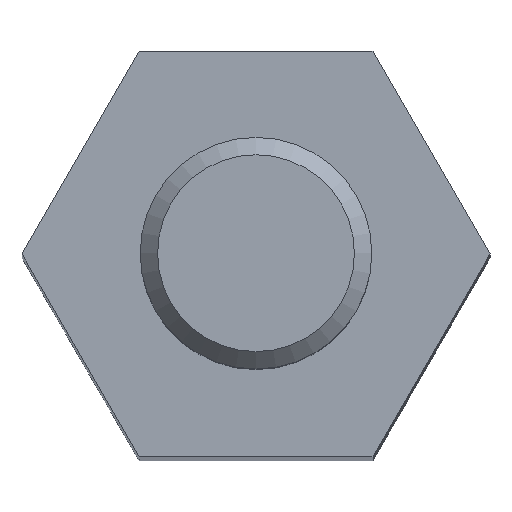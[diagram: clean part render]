
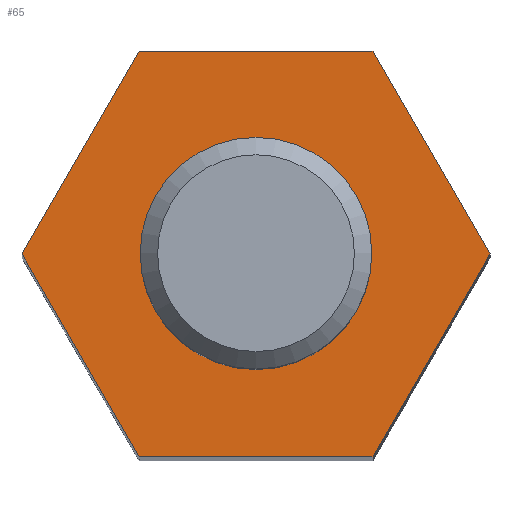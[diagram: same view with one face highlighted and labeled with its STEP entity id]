
A CAD part, top view. The second image highlights one B-rep face of the part: STEP entity #65.
In plain terms, the highlighted planar face has unit normal (0, 0, 1).
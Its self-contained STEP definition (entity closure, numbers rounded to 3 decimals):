
#65 = ADVANCED_FACE( '', ( #144, #145 ), #146, .T. );
#144 = FACE_BOUND( '', #238, .T. );
#145 = FACE_OUTER_BOUND( '', #239, .T. );
#146 = PLANE( '', #240 );
#238 = EDGE_LOOP( '', ( #354 ) );
#239 = EDGE_LOOP( '', ( #355, #356, #357, #358, #359, #360 ) );
#240 = AXIS2_PLACEMENT_3D( '', #361, #362, #363 );
#354 = ORIENTED_EDGE( '', *, *, #510, .T. );
#355 = ORIENTED_EDGE( '', *, *, #492, .T. );
#356 = ORIENTED_EDGE( '', *, *, #504, .T. );
#357 = ORIENTED_EDGE( '', *, *, #511, .T. );
#358 = ORIENTED_EDGE( '', *, *, #512, .T. );
#359 = ORIENTED_EDGE( '', *, *, #513, .T. );
#360 = ORIENTED_EDGE( '', *, *, #514, .T. );
#361 = CARTESIAN_POINT( '', ( 0., 0., 40. ) );
#362 = DIRECTION( '', ( 0., 0., 1. ) );
#363 = DIRECTION( '', ( 1., 0., 0. ) );
#492 = EDGE_CURVE( '', #568, #566, #569, .T. );
#504 = EDGE_CURVE( '', #566, #587, #589, .T. );
#510 = EDGE_CURVE( '', #596, #596, #597, .F. );
#511 = EDGE_CURVE( '', #587, #598, #599, .T. );
#512 = EDGE_CURVE( '', #598, #600, #601, .T. );
#513 = EDGE_CURVE( '', #600, #602, #603, .T. );
#514 = EDGE_CURVE( '', #602, #568, #604, .T. );
#566 = VERTEX_POINT( '', #668 );
#568 = VERTEX_POINT( '', #671 );
#569 = LINE( '', #672, #673 );
#587 = VERTEX_POINT( '', #718 );
#589 = LINE( '', #721, #722 );
#596 = VERTEX_POINT( '', #739 );
#597 = CIRCLE( '', #740, 1.852 );
#598 = VERTEX_POINT( '', #741 );
#599 = LINE( '', #742, #743 );
#600 = VERTEX_POINT( '', #744 );
#601 = LINE( '', #745, #746 );
#602 = VERTEX_POINT( '', #747 );
#603 = LINE( '', #748, #749 );
#604 = LINE( '', #750, #751 );
#668 = CARTESIAN_POINT( '', ( -2.021, 3.5, 40. ) );
#671 = CARTESIAN_POINT( '', ( 2.021, 3.5, 40. ) );
#672 = CARTESIAN_POINT( '', ( 2.021, 3.5, 40. ) );
#673 = VECTOR( '', #844, 1000. );
#718 = CARTESIAN_POINT( '', ( -4.041, 0., 40. ) );
#721 = CARTESIAN_POINT( '', ( -2.021, 3.5, 40. ) );
#722 = VECTOR( '', #853, 1000. );
#739 = CARTESIAN_POINT( '', ( 1.852, 0., 40. ) );
#740 = AXIS2_PLACEMENT_3D( '', #857, #858, #859 );
#741 = CARTESIAN_POINT( '', ( -2.021, -3.5, 40. ) );
#742 = CARTESIAN_POINT( '', ( -4.041, 0., 40. ) );
#743 = VECTOR( '', #860, 1000. );
#744 = CARTESIAN_POINT( '', ( 2.021, -3.5, 40. ) );
#745 = CARTESIAN_POINT( '', ( -2.021, -3.5, 40. ) );
#746 = VECTOR( '', #861, 1000. );
#747 = CARTESIAN_POINT( '', ( 4.041, 0., 40. ) );
#748 = CARTESIAN_POINT( '', ( 2.021, -3.5, 40. ) );
#749 = VECTOR( '', #862, 1000. );
#750 = CARTESIAN_POINT( '', ( 4.041, 0., 40. ) );
#751 = VECTOR( '', #863, 1000. );
#844 = DIRECTION( '', ( -1., 0., 0. ) );
#853 = DIRECTION( '', ( -0.5, -0.866, 0. ) );
#857 = CARTESIAN_POINT( '', ( 0., 0., 40. ) );
#858 = DIRECTION( '', ( 0., 0., 1. ) );
#859 = DIRECTION( '', ( 1., 0., 0. ) );
#860 = DIRECTION( '', ( 0.5, -0.866, 0. ) );
#861 = DIRECTION( '', ( 1., 0., 0. ) );
#862 = DIRECTION( '', ( 0.5, 0.866, 0. ) );
#863 = DIRECTION( '', ( -0.5, 0.866, 0. ) );
